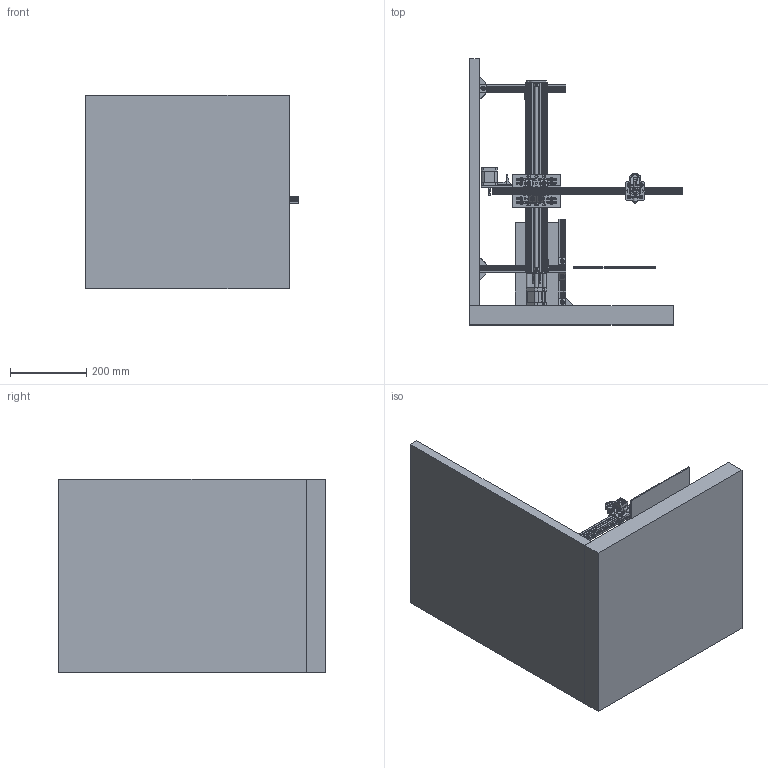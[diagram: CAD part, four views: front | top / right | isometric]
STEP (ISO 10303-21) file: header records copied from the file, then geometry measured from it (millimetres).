
FILE_DESCRIPTION(/* description */ (''),/* implementation_level */ '2;1');
FILE_NAME(/* name */ 'Dmachine v36.stp',/* time_stamp */ '2016-09-14T15:07:43-07:00',/* author */ (''),/* organization */ (''),/* preprocessor_version */ 'ST-DEVELOPER v16.5',/* originating_system */ 'Autodesk Translation Framework v5.1.0.2740',/* authorisation */ '');
FILE_SCHEMA (('AUTOMOTIVE_DESIGN { 1 0 10303 214 3 1 1 }'));
Products named in the file (87): Dmachine v36; V-Slot 20x60x500 Linear Rail; Nema 17 Stepper Motor; Flexible Coupling 5mm x 8mm; 8mm leadscrew 520mm; V-Slot Gantry Plate 20-80mm; Solid V Wheel_Eccentric; Solid V Wheel_Straight; 8mm Acme Nut Block; X axis 2020; table top; Black corner bracket: 1; Black corner bracket: 1 (1); motor mount nema 17; Nema 17: 2; micro limit switch plate; Component36; Component37; Component38; mini v gantry; Component40; Component41; Component42; Component43; Component44; Component45; Component46; Component47; Component48; Component49; Component50; Component51; Component52; Component53; Component54; Component55; Component56; Component57; Component58; Component59 ...
Assembly tree (133 placements, depth 3):
  Dmachine v36
    Self Tapping Screw  x4
    Socket Head Cap Screw M3_M3 x 45  x3
    Low Profile Screw M5_M5 x 40  x4
    Low Profile Screw M5_M5 x 15  x4
    Nylon Insert Lock Nut M5  x2
    V-Slot 20x60x500 Linear Rail
    Threaded Rod Plate Nema 17  x2
    Ball Bearing 8 x 16 x 5  x2
    Shim Washer 8mm  x2
    Lock Collar 8mm  x2
    Aluminum Spacer 1  x3
    Nema 17 Stepper Motor
    Flexible Coupling 5mm x 8mm
    8mm leadscrew 520mm
    V-Slot Gantry Plate 20-80mm
    Spacer Block  x2
    Solid V Wheel_Eccentric
      Solid V Wheel
      Ball Bearing 5 x 16 x 5  x2
      Precision Shim 10 x 5 x 1  x2
      Eccentric Spacer 6mm
      Nylon Insert Lock Nut M5
    Solid V Wheel_Straight
      Aluminum Spacer 6mm
      Solid V Wheel
      Ball Bearing 5 x 16 x 5  x2
      Precision Shim 10 x 5 x 1  x2
      Nylon Insert Lock Nut M5
    8mm Acme Nut Block
    X axis 2020
    table top
    tee nut  x2
    Black corner bracket: 1
    Black corner bracket: 1 (1)
    motor mount nema 17
    Nema 17: 2
    micro limit switch plate
    Component36
    Component37
    Component38
    mini v gantry
    Component40
    Component41
    Component42
    Component43
    Component44
    Component45
    Component46
    Component47
    Component48
    Component49
    Component50
    Component51
    Component52
    Component53
    Component54
    Component55
    Component56
    Component57
Bounding box: 559.08 x 700 x 510 mm (x, y, z)
Volume: 24069638.9 mm3; surface area: 2194728.6 mm2
Topology: 145 solids, 145 shells, 2799 faces, 6638 edges, 4337 vertices
Faces by surface type: plane 1735, cylinder 782, cone 250, torus 28, bspline 4
Full cylindrical faces by diameter (mm): 2.5 x8, 3 x17, 3.2 x7, 3.4 x4, 3.9 x4, 4 x11, 4.2 x19, 4.25 x10, 4.3 x6, 4.85 x4, 5 x58, 5.1 x70, 5.3 x10, 5.5 x3, 6.2 x16, 6.9 x2, 7 x1, 7.1 x12, 7.11 x4, 7.2 x52, 8 x10, 8.5 x2, 8.6 x16, 8.64 x4, 9 x2, 9.1 x5, 9.2 x16, 10 x31, 10.1 x2, 10.2 x4
Entity records: 64683 total; most frequent: CARTESIAN_POINT 12686, DIRECTION 10642, ORIENTED_EDGE 9508, EDGE_CURVE 4754, AXIS2_PLACEMENT_3D 3782, VERTEX_POINT 3390, EDGE_LOOP 3178, LINE 3078
